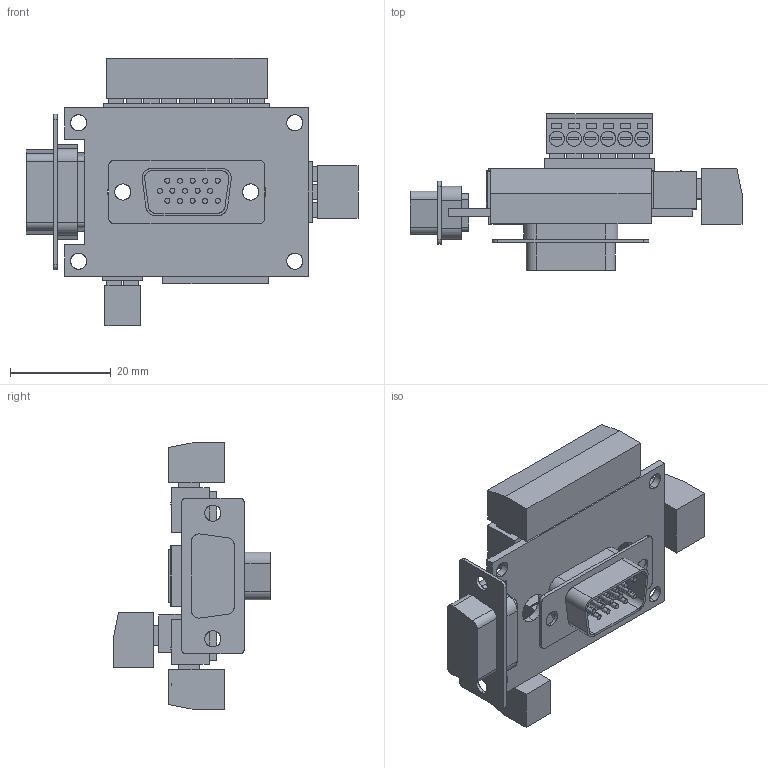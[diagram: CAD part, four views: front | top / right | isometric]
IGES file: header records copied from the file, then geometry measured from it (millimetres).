
Start section: SolidWorks IGES file using analytic representation for surfaces
Global section: file name:SLIM42-新IO板.IGS; native system: SolidWorks 2010; preprocessor: SolidWorks 2010; author: Administrator; date: 150126.170420; units: millimetre
Bounding box: 66 x 31.2 x 53.1 mm (x, y, z)
Surface area: 11334.8 mm2 (no closed solid volume)
Topology: 0 solids, 0 shells, 569 faces, 5522 edges, 5522 vertices
Faces by surface type: bspline 440, revolution 129
